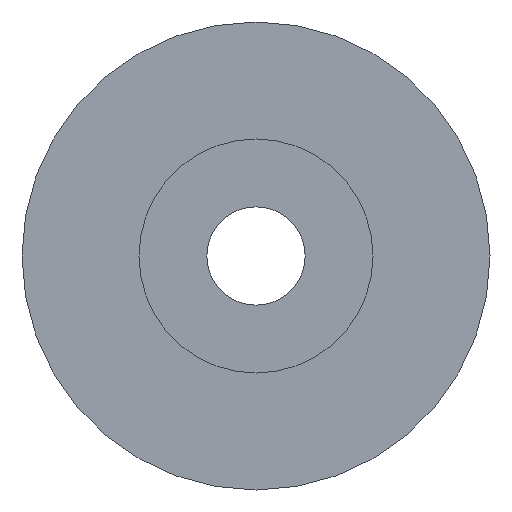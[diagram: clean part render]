
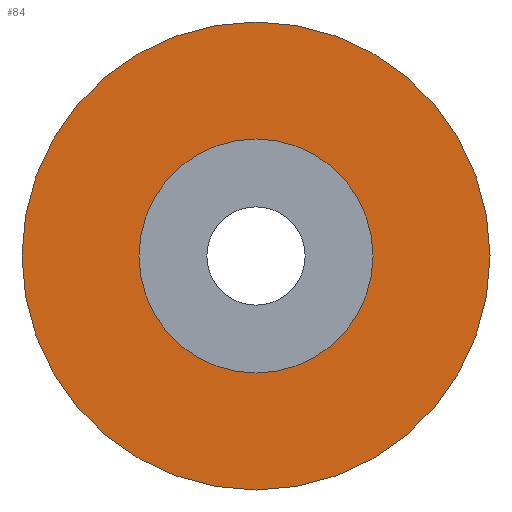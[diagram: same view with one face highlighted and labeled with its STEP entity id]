
A CAD part, front view. The second image highlights one B-rep face of the part: STEP entity #84.
In plain terms, the highlighted planar face has unit normal (0, -1, 0).
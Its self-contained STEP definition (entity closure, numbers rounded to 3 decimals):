
#4 = AXIS2_PLACEMENT_3D ( 'NONE', #171, #234, #94 ) ;
#11 = CARTESIAN_POINT ( 'NONE',  ( 0., -4., -5. ) ) ;
#13 = DIRECTION ( 'NONE',  ( 0., 1., 0. ) ) ;
#31 = DIRECTION ( 'NONE',  ( 0., 1., 0. ) ) ;
#36 = DIRECTION ( 'NONE',  ( 0., 1., 0. ) ) ;
#37 = DIRECTION ( 'NONE',  ( 0., 0., 1. ) ) ;
#40 = CARTESIAN_POINT ( 'NONE',  ( 0., -4., 0. ) ) ;
#68 = CARTESIAN_POINT ( 'NONE',  ( 0., -4., 10. ) ) ;
#81 = ORIENTED_EDGE ( 'NONE', *, *, #200, .T. ) ;
#84 = ADVANCED_FACE ( 'NONE', ( #270, #125 ), #123, .F. ) ;
#90 = CARTESIAN_POINT ( 'NONE',  ( 0., -4., -10. ) ) ;
#94 = DIRECTION ( 'NONE',  ( 0., 0., 1. ) ) ;
#98 = CARTESIAN_POINT ( 'NONE',  ( 0., -4., 0. ) ) ;
#101 = ORIENTED_EDGE ( 'NONE', *, *, #301, .F. ) ;
#102 = CIRCLE ( 'NONE', #319, 10. ) ;
#109 = CIRCLE ( 'NONE', #245, 5. ) ;
#113 = EDGE_LOOP ( 'NONE', ( #255, #81 ) ) ;
#115 = EDGE_CURVE ( 'NONE', #300, #241, #109, .T. ) ;
#122 = ORIENTED_EDGE ( 'NONE', *, *, #274, .F. ) ;
#123 = PLANE ( 'NONE',  #161 ) ;
#125 = FACE_BOUND ( 'NONE', #113, .T. ) ;
#133 = VERTEX_POINT ( 'NONE', #68 ) ;
#137 = AXIS2_PLACEMENT_3D ( 'NONE', #238, #13, #37 ) ;
#150 = EDGE_LOOP ( 'NONE', ( #122, #101 ) ) ;
#161 = AXIS2_PLACEMENT_3D ( 'NONE', #261, #36, #291 ) ;
#171 = CARTESIAN_POINT ( 'NONE',  ( 0., -4., 0. ) ) ;
#187 = CARTESIAN_POINT ( 'NONE',  ( 0., -4., 5. ) ) ;
#200 = EDGE_CURVE ( 'NONE', #241, #300, #326, .T. ) ;
#205 = CIRCLE ( 'NONE', #4, 10. ) ;
#234 = DIRECTION ( 'NONE',  ( 0., 1., 0. ) ) ;
#238 = CARTESIAN_POINT ( 'NONE',  ( 0., -4., 0. ) ) ;
#241 = VERTEX_POINT ( 'NONE', #11 ) ;
#245 = AXIS2_PLACEMENT_3D ( 'NONE', #98, #294, #296 ) ;
#255 = ORIENTED_EDGE ( 'NONE', *, *, #115, .T. ) ;
#261 = CARTESIAN_POINT ( 'NONE',  ( 10., -4., 0. ) ) ;
#263 = DIRECTION ( 'NONE',  ( 0., 0., 1. ) ) ;
#270 = FACE_OUTER_BOUND ( 'NONE', #150, .T. ) ;
#274 = EDGE_CURVE ( 'NONE', #133, #317, #102, .T. ) ;
#291 = DIRECTION ( 'NONE',  ( 0., 0., 1. ) ) ;
#294 = DIRECTION ( 'NONE',  ( 0., 1., 0. ) ) ;
#296 = DIRECTION ( 'NONE',  ( 0., 0., 1. ) ) ;
#300 = VERTEX_POINT ( 'NONE', #187 ) ;
#301 = EDGE_CURVE ( 'NONE', #317, #133, #205, .T. ) ;
#317 = VERTEX_POINT ( 'NONE', #90 ) ;
#319 = AXIS2_PLACEMENT_3D ( 'NONE', #40, #31, #263 ) ;
#326 = CIRCLE ( 'NONE', #137, 5. ) ;
